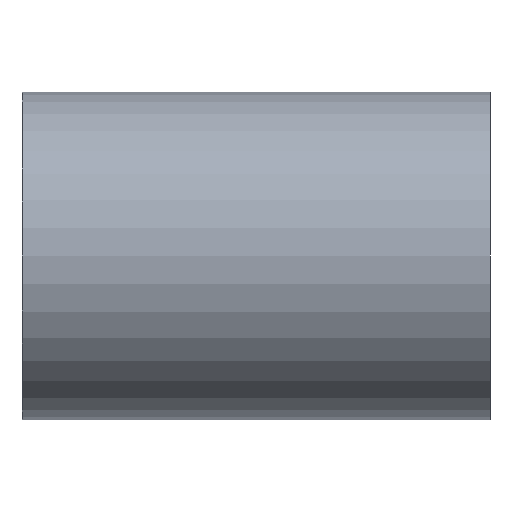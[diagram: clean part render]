
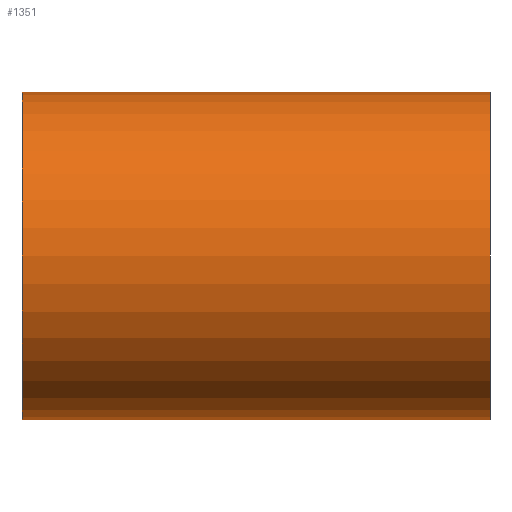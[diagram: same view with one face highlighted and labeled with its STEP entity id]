
A CAD part, left-side view. The second image highlights one B-rep face of the part: STEP entity #1351.
In plain terms, the highlighted cylindrical face has radius 52.5 mm (diameter 105 mm), a partial arc.
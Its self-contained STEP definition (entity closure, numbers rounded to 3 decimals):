
#19 = LINE ( 'NONE', #1380, #680 ) ;
#110 = AXIS2_PLACEMENT_3D ( 'NONE', #490, #1203, #1326 ) ;
#150 = CARTESIAN_POINT ( 'NONE',  ( 0., 150., 0. ) ) ;
#153 = ORIENTED_EDGE ( 'NONE', *, *, #1123, .F. ) ;
#210 = ORIENTED_EDGE ( 'NONE', *, *, #660, .T. ) ;
#228 = CARTESIAN_POINT ( 'NONE',  ( 0., 0., 0. ) ) ;
#357 = EDGE_CURVE ( 'NONE', #968, #944, #1135, .T. ) ;
#383 = CYLINDRICAL_SURFACE ( 'NONE', #626, 52.5 ) ;
#401 = ORIENTED_EDGE ( 'NONE', *, *, #1238, .F. ) ;
#490 = CARTESIAN_POINT ( 'NONE',  ( 0., 150., 0. ) ) ;
#539 = DIRECTION ( 'NONE',  ( 0., -1., 0. ) ) ;
#626 = AXIS2_PLACEMENT_3D ( 'NONE', #150, #539, #644 ) ;
#633 = DIRECTION ( 'NONE',  ( 0., 1., 0. ) ) ;
#644 = DIRECTION ( 'NONE',  ( 0., 0., -1. ) ) ;
#660 = EDGE_CURVE ( 'NONE', #1308, #968, #736, .T. ) ;
#680 = VECTOR ( 'NONE', #1387, 1000. ) ;
#736 = LINE ( 'NONE', #840, #1166 ) ;
#779 = CIRCLE ( 'NONE', #110, 52.5 ) ;
#840 = CARTESIAN_POINT ( 'NONE',  ( 0., 150., -52.5 ) ) ;
#867 = DIRECTION ( 'NONE',  ( 0., -1., 0. ) ) ;
#902 = VERTEX_POINT ( 'NONE', #1253 ) ;
#939 = CARTESIAN_POINT ( 'NONE',  ( 0., 0., 52.5 ) ) ;
#944 = VERTEX_POINT ( 'NONE', #939 ) ;
#968 = VERTEX_POINT ( 'NONE', #1316 ) ;
#1123 = EDGE_CURVE ( 'NONE', #1308, #902, #779, .T. ) ;
#1126 = DIRECTION ( 'NONE',  ( 0., 0., 1. ) ) ;
#1135 = CIRCLE ( 'NONE', #1165, 52.5 ) ;
#1165 = AXIS2_PLACEMENT_3D ( 'NONE', #228, #633, #1126 ) ;
#1166 = VECTOR ( 'NONE', #867, 1000. ) ;
#1185 = ORIENTED_EDGE ( 'NONE', *, *, #357, .T. ) ;
#1203 = DIRECTION ( 'NONE',  ( 0., 1., 0. ) ) ;
#1238 = EDGE_CURVE ( 'NONE', #902, #944, #19, .T. ) ;
#1253 = CARTESIAN_POINT ( 'NONE',  ( 0., 150., 52.5 ) ) ;
#1254 = EDGE_LOOP ( 'NONE', ( #401, #153, #210, #1185 ) ) ;
#1279 = FACE_OUTER_BOUND ( 'NONE', #1254, .T. ) ;
#1308 = VERTEX_POINT ( 'NONE', #1362 ) ;
#1316 = CARTESIAN_POINT ( 'NONE',  ( 0., 0., -52.5 ) ) ;
#1326 = DIRECTION ( 'NONE',  ( 0., 0., 1. ) ) ;
#1351 = ADVANCED_FACE ( 'NONE', ( #1279 ), #383, .T. ) ;
#1362 = CARTESIAN_POINT ( 'NONE',  ( 0., 150., -52.5 ) ) ;
#1380 = CARTESIAN_POINT ( 'NONE',  ( 0., 150., 52.5 ) ) ;
#1387 = DIRECTION ( 'NONE',  ( 0., -1., 0. ) ) ;
